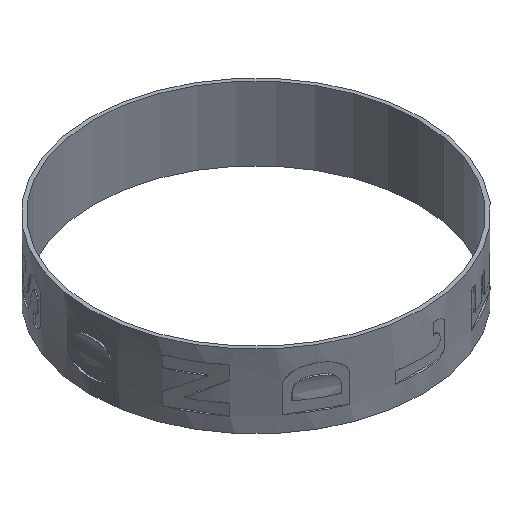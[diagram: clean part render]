
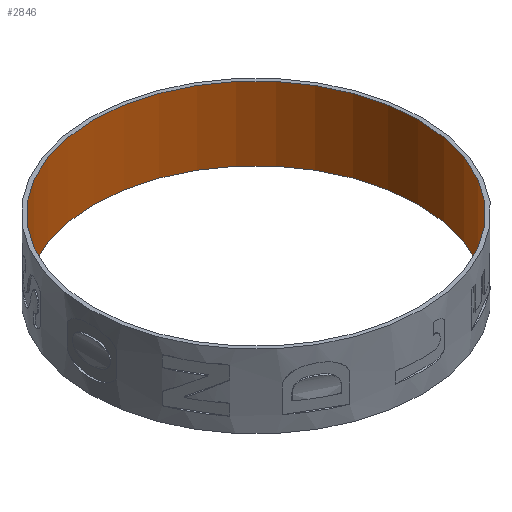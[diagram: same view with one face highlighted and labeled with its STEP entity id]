
A CAD part, isometric view. The second image highlights one B-rep face of the part: STEP entity #2846.
In plain terms, the highlighted cylindrical face has radius 112.46 mm (diameter 224.92 mm), a full revolution.
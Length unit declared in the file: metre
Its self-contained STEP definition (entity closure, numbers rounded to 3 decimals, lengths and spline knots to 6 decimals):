
#351=CIRCLE('',#3077,0.11246);
#352=CIRCLE('',#3078,0.11246);
#541=ORIENTED_EDGE('',*,*,#1425,.T.);
#542=ORIENTED_EDGE('',*,*,#1426,.F.);
#1425=EDGE_CURVE('',#1867,#1867,#351,.T.);
#1426=EDGE_CURVE('',#1868,#1868,#352,.T.);
#1867=VERTEX_POINT('',#4274);
#1868=VERTEX_POINT('',#4276);
#2481=EDGE_LOOP('',(#541));
#2482=EDGE_LOOP('',(#542));
#2667=FACE_BOUND('',#2481,.T.);
#2668=FACE_BOUND('',#2482,.T.);
#2840=CYLINDRICAL_SURFACE('',#3076,0.11246);
#2846=ADVANCED_FACE('',(#2667,#2668),#2840,.F.);
#3076=AXIS2_PLACEMENT_3D('',#4272,#3326,#3327);
#3077=AXIS2_PLACEMENT_3D('',#4273,#3328,#3329);
#3078=AXIS2_PLACEMENT_3D('',#4275,#3330,#3331);
#3326=DIRECTION('',(0.,0.,-1.));
#3327=DIRECTION('',(-1.,0.,0.));
#3328=DIRECTION('',(0.,0.,1.));
#3329=DIRECTION('',(1.,0.,0.));
#3330=DIRECTION('',(0.,0.,1.));
#3331=DIRECTION('',(1.,0.,0.));
#4272=CARTESIAN_POINT('',(0.,0.,0.0508));
#4273=CARTESIAN_POINT('',(0.,0.,0.0508));
#4274=CARTESIAN_POINT('',(0.11246,0.,0.0508));
#4275=CARTESIAN_POINT('',(0.,0.,0.));
#4276=CARTESIAN_POINT('',(0.11246,0.,0.));
